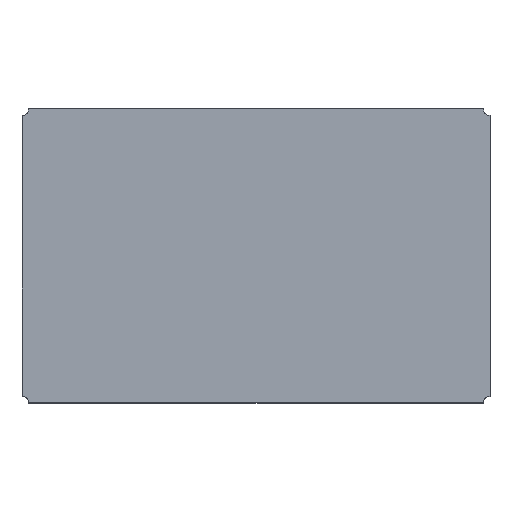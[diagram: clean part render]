
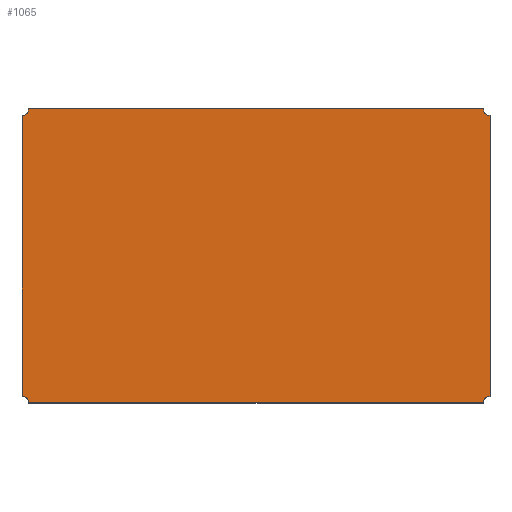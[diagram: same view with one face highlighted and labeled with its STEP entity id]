
A CAD part, top view. The second image highlights one B-rep face of the part: STEP entity #1065.
In plain terms, the highlighted planar face has unit normal (0, 0, 1).
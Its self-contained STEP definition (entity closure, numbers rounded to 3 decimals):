
#783=CARTESIAN_POINT('',(-1.7,-1.1,0.8));
#784=VERTEX_POINT('',#783);
#793=CARTESIAN_POINT('',(-1.75,-1.05,0.8));
#794=VERTEX_POINT('',#793);
#795=CARTESIAN_POINT('',(-1.75,-1.1,0.8));
#796=DIRECTION('',(0.0,0.0,-1.0));
#797=DIRECTION('',(1.0,0.0,0.0));
#798=AXIS2_PLACEMENT_3D('',#795,#796,#797);
#799=CIRCLE('',#798,0.05);
#800=EDGE_CURVE('',#794,#784,#799,.T.);
#825=CARTESIAN_POINT('',(1.75,-1.05,0.8));
#826=VERTEX_POINT('',#825);
#835=CARTESIAN_POINT('',(1.7,-1.1,0.8));
#836=VERTEX_POINT('',#835);
#837=CARTESIAN_POINT('',(1.75,-1.1,0.8));
#838=DIRECTION('',(0.0,0.0,-1.0));
#839=DIRECTION('',(1.0,0.0,0.0));
#840=AXIS2_PLACEMENT_3D('',#837,#838,#839);
#841=CIRCLE('',#840,0.05);
#842=EDGE_CURVE('',#836,#826,#841,.T.);
#869=CARTESIAN_POINT('',(1.75,1.05,0.8));
#870=VERTEX_POINT('',#869);
#886=CARTESIAN_POINT('',(1.7,1.1,0.8));
#887=VERTEX_POINT('',#886);
#894=CARTESIAN_POINT('',(1.75,1.1,0.8));
#895=DIRECTION('',(0.0,0.0,-1.0));
#896=DIRECTION('',(1.0,0.0,0.0));
#897=AXIS2_PLACEMENT_3D('',#894,#895,#896);
#898=CIRCLE('',#897,0.05);
#899=EDGE_CURVE('',#870,#887,#898,.T.);
#909=CARTESIAN_POINT('',(-1.75,1.05,0.8));
#910=VERTEX_POINT('',#909);
#919=CARTESIAN_POINT('',(-1.7,1.1,0.8));
#920=VERTEX_POINT('',#919);
#921=CARTESIAN_POINT('',(-1.75,1.1,0.8));
#922=DIRECTION('',(0.0,0.0,-1.0));
#923=DIRECTION('',(1.0,0.0,0.0));
#924=AXIS2_PLACEMENT_3D('',#921,#922,#923);
#925=CIRCLE('',#924,0.05);
#926=EDGE_CURVE('',#920,#910,#925,.T.);
#959=CARTESIAN_POINT('',(1.7,-1.1,0.8));
#960=DIRECTION('',(-1.0,0.0,0.0));
#961=VECTOR('',#960,3.4);
#962=LINE('',#959,#961);
#963=EDGE_CURVE('',#836,#784,#962,.T.);
#981=CARTESIAN_POINT('',(1.75,1.05,0.8));
#982=DIRECTION('',(0.0,-1.0,0.0));
#983=VECTOR('',#982,2.1);
#984=LINE('',#981,#983);
#985=EDGE_CURVE('',#870,#826,#984,.T.);
#1022=CARTESIAN_POINT('',(-1.75,-1.05,0.8));
#1023=DIRECTION('',(0.0,1.0,0.0));
#1024=VECTOR('',#1023,2.1);
#1025=LINE('',#1022,#1024);
#1026=EDGE_CURVE('',#794,#910,#1025,.T.);
#1041=CARTESIAN_POINT('',(-1.7,1.1,0.8));
#1042=DIRECTION('',(1.0,0.0,0.0));
#1043=VECTOR('',#1042,3.4);
#1044=LINE('',#1041,#1043);
#1045=EDGE_CURVE('',#920,#887,#1044,.T.);
#1050=CARTESIAN_POINT('',(0.0,0.,0.8));
#1051=DIRECTION('',(0.0,0.0,1.0));
#1052=DIRECTION('',(1.0,0.0,0.0));
#1053=AXIS2_PLACEMENT_3D('',#1050,#1051,#1052);
#1054=PLANE('',#1053);
#1055=ORIENTED_EDGE('',*,*,#800,.T.);
#1056=ORIENTED_EDGE('',*,*,#963,.F.);
#1057=ORIENTED_EDGE('',*,*,#842,.T.);
#1058=ORIENTED_EDGE('',*,*,#985,.F.);
#1059=ORIENTED_EDGE('',*,*,#899,.T.);
#1060=ORIENTED_EDGE('',*,*,#1045,.F.);
#1061=ORIENTED_EDGE('',*,*,#926,.T.);
#1062=ORIENTED_EDGE('',*,*,#1026,.F.);
#1063=EDGE_LOOP('',(#1055,#1056,#1057,#1058,#1059,#1060,#1061,#1062));
#1064=FACE_OUTER_BOUND('',#1063,.T.);
#1065=ADVANCED_FACE('',(#1064),#1054,.T.);
